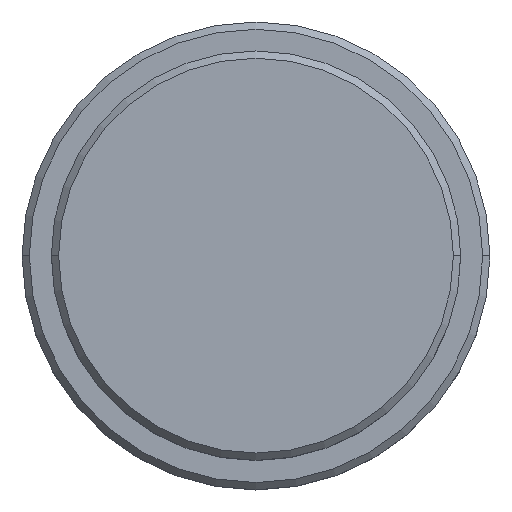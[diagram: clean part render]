
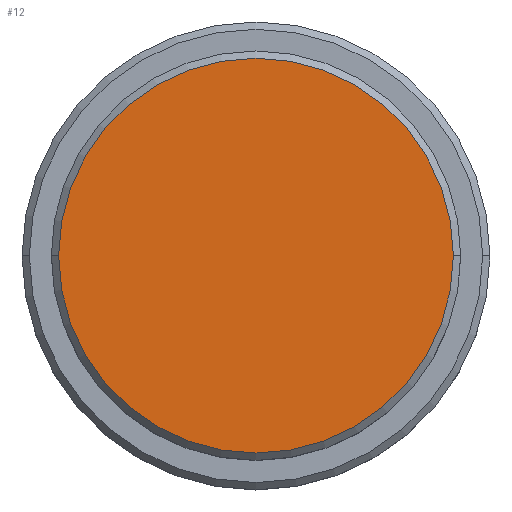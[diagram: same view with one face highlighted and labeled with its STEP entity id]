
A CAD part, top view. The second image highlights one B-rep face of the part: STEP entity #12.
In plain terms, the highlighted planar face has unit normal (0, 0, 1).
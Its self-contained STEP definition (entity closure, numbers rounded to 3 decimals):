
#12 = ADVANCED_FACE ( 'NONE', ( #1207 ), #122, .T. ) ;
#122 = PLANE ( 'NONE',  #385 ) ;
#132 = AXIS2_PLACEMENT_3D ( 'NONE', #1156, #291, #832 ) ;
#163 = DIRECTION ( 'NONE',  ( 0., 0., 1. ) ) ;
#291 = DIRECTION ( 'NONE',  ( 0., 0., 1. ) ) ;
#355 = CARTESIAN_POINT ( 'NONE',  ( 0., 0., 0. ) ) ;
#367 = CIRCLE ( 'NONE', #132, 13.5 ) ;
#385 = AXIS2_PLACEMENT_3D ( 'NONE', #355, #1011, #770 ) ;
#464 = CIRCLE ( 'NONE', #619, 13.5 ) ;
#492 = EDGE_LOOP ( 'NONE', ( #853, #533 ) ) ;
#533 = ORIENTED_EDGE ( 'NONE', *, *, #1398, .T. ) ;
#619 = AXIS2_PLACEMENT_3D ( 'NONE', #781, #163, #1349 ) ;
#646 = CARTESIAN_POINT ( 'NONE',  ( -13.5, 0., 0. ) ) ;
#770 = DIRECTION ( 'NONE',  ( 1., 0., 0. ) ) ;
#781 = CARTESIAN_POINT ( 'NONE',  ( 0., 0., 0. ) ) ;
#832 = DIRECTION ( 'NONE',  ( 1., 0., 0. ) ) ;
#853 = ORIENTED_EDGE ( 'NONE', *, *, #1195, .T. ) ;
#1011 = DIRECTION ( 'NONE',  ( 0., 0., 1. ) ) ;
#1156 = CARTESIAN_POINT ( 'NONE',  ( 0., 0., 0. ) ) ;
#1170 = CARTESIAN_POINT ( 'NONE',  ( 13.5, 0., 0. ) ) ;
#1195 = EDGE_CURVE ( 'NONE', #1270, #1299, #367, .T. ) ;
#1207 = FACE_OUTER_BOUND ( 'NONE', #492, .T. ) ;
#1270 = VERTEX_POINT ( 'NONE', #646 ) ;
#1299 = VERTEX_POINT ( 'NONE', #1170 ) ;
#1349 = DIRECTION ( 'NONE',  ( 1., 0., 0. ) ) ;
#1398 = EDGE_CURVE ( 'NONE', #1299, #1270, #464, .T. ) ;
